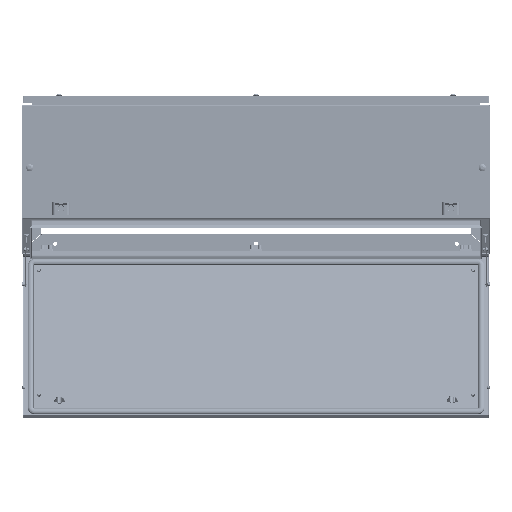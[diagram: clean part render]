
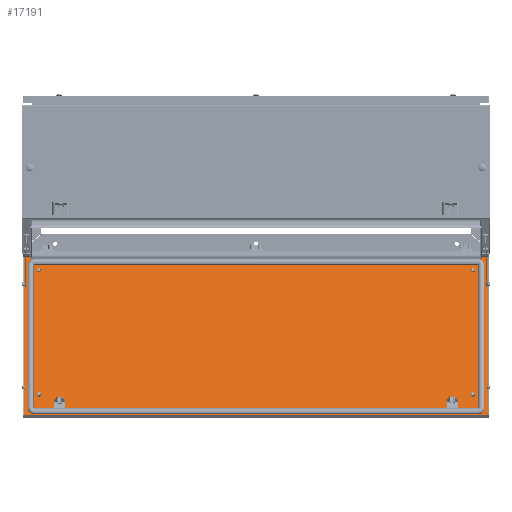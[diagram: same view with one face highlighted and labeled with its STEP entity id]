
A CAD part, top view. The second image highlights one B-rep face of the part: STEP entity #17191.
In plain terms, the highlighted face is planar.
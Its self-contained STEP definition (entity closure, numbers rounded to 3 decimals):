
#17191 = ADVANCED_FACE ( 'NONE', ( #110691 ), #106470, .T. ) ;
#25482 = LINE ( 'NONE', #90489, #25490 ) ;
#25485 = LINE ( 'NONE', #90503, #25488 ) ;
#25487 = LINE ( 'NONE', #90486, #25492 ) ;
#25488 = VECTOR ( 'NONE', #90509, 1000. ) ;
#25489 = LINE ( 'NONE', #90506, #25494 ) ;
#25490 = VECTOR ( 'NONE', #90512, 1000. ) ;
#25492 = VECTOR ( 'NONE', #90520, 1000. ) ;
#25494 = VECTOR ( 'NONE', #90528, 1000. ) ;
#60005 = AXIS2_PLACEMENT_3D ( 'NONE', #106463, #106472, #106473 ) ;
#65082 = CARTESIAN_POINT ( 'NONE',  ( -218.5, -595.5, 2. ) ) ;
#65085 = CARTESIAN_POINT ( 'NONE',  ( 218.5, -595.5, 2. ) ) ;
#65097 = CARTESIAN_POINT ( 'NONE',  ( 218.5, 595.5, 2. ) ) ;
#65111 = CARTESIAN_POINT ( 'NONE',  ( -218.5, 595.5, 2. ) ) ;
#90486 = CARTESIAN_POINT ( 'NONE',  ( -219.5, 595.5, 2. ) ) ;
#90489 = CARTESIAN_POINT ( 'NONE',  ( 218.5, 595.5, 2. ) ) ;
#90503 = CARTESIAN_POINT ( 'NONE',  ( 219.5, -595.5, 2. ) ) ;
#90506 = CARTESIAN_POINT ( 'NONE',  ( -218.5, -595.5, 2. ) ) ;
#90509 = DIRECTION ( 'NONE',  ( -1., 0., 0. ) ) ;
#90512 = DIRECTION ( 'NONE',  ( 0., -1., 0. ) ) ;
#90520 = DIRECTION ( 'NONE',  ( 1., 0., 0. ) ) ;
#90528 = DIRECTION ( 'NONE',  ( 0., 1., 0. ) ) ;
#100111 = EDGE_LOOP ( 'NONE', ( #139059, #139062, #139064, #139066 ) ) ;
#106463 = CARTESIAN_POINT ( 'NONE',  ( -219.5, -596.5, 2. ) ) ;
#106470 = PLANE ( 'NONE',  #60005 ) ;
#106472 = DIRECTION ( 'NONE',  ( 0., 0., 1. ) ) ;
#106473 = DIRECTION ( 'NONE',  ( 1., 0., 0. ) ) ;
#110691 = FACE_OUTER_BOUND ( 'NONE', #100111, .T. ) ;
#118413 = EDGE_CURVE ( 'NONE', #126293, #126292, #25485, .T. ) ;
#118414 = EDGE_CURVE ( 'NONE', #126296, #126293, #25482, .T. ) ;
#118415 = EDGE_CURVE ( 'NONE', #126300, #126296, #25487, .T. ) ;
#118416 = EDGE_CURVE ( 'NONE', #126292, #126300, #25489, .T. ) ;
#126292 = VERTEX_POINT ( 'NONE', #65082 ) ;
#126293 = VERTEX_POINT ( 'NONE', #65085 ) ;
#126296 = VERTEX_POINT ( 'NONE', #65097 ) ;
#126300 = VERTEX_POINT ( 'NONE', #65111 ) ;
#139059 = ORIENTED_EDGE ( 'NONE', *, *, #118413, .F. ) ;
#139062 = ORIENTED_EDGE ( 'NONE', *, *, #118414, .F. ) ;
#139064 = ORIENTED_EDGE ( 'NONE', *, *, #118415, .F. ) ;
#139066 = ORIENTED_EDGE ( 'NONE', *, *, #118416, .F. ) ;
